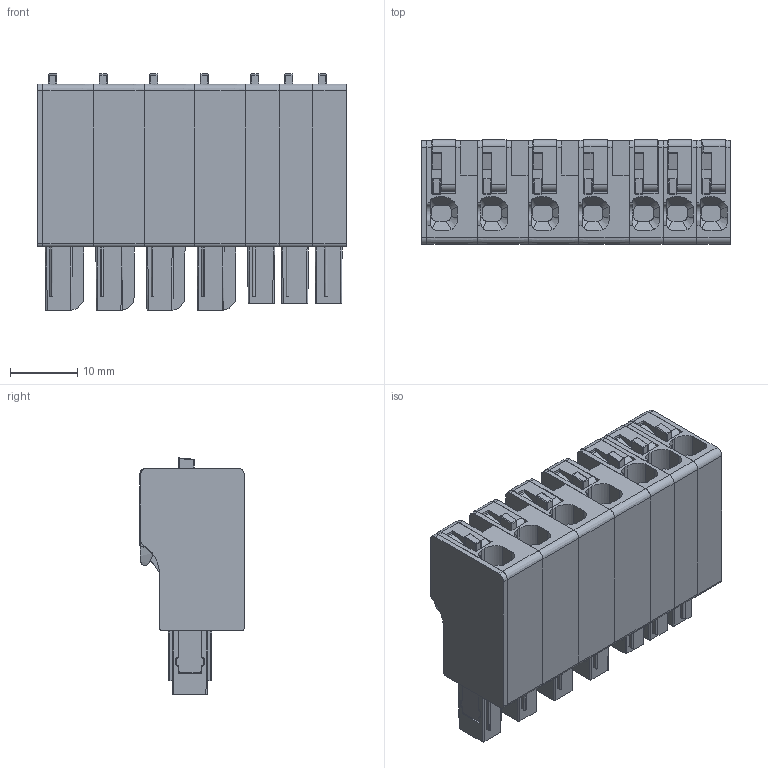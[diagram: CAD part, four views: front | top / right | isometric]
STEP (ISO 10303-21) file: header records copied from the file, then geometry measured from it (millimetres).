
FILE_DESCRIPTION(('CATIA V5 STEP Exchange','CAx-IF Rec.Pracs.--- Model Styling and Organization---1.4--- 2014-01-23'),'2;1');
FILE_NAME ('1361874-2_0_8000078349_8000078349.stp','2021-10-26T11:56:15+00:00',('none'),('Weidmueller'),'CATIA Version 5-6 Release 2016 SP3 HF44','CATIA V5 STEP AP214','none');
FILE_SCHEMA(('AUTOMOTIVE_DESIGN { 1 0 10303 214 1 1 1 1 }'));
Products named in the file (1): 8000078349
Bounding box: 45.8 x 15.5 x 35 mm (x, y, z)
Volume: 15407.7 mm3; surface area: 14945.1 mm2
Topology: 22 solids, 22 shells, 1864 faces, 5164 edges, 3376 vertices
Faces by surface type: plane 1084, cylinder 608, cone 56, sphere 56, bspline 30, torus 18, extrusion 12
Entity records: 63807 total; most frequent: CARTESIAN_POINT 18202, ORIENTED_EDGE 10216, DIRECTION 7897, EDGE_CURVE 5108, VERTEX_POINT 3376, VECTOR 3332, LINE 3320, AXIS2_PLACEMENT_3D 2744
